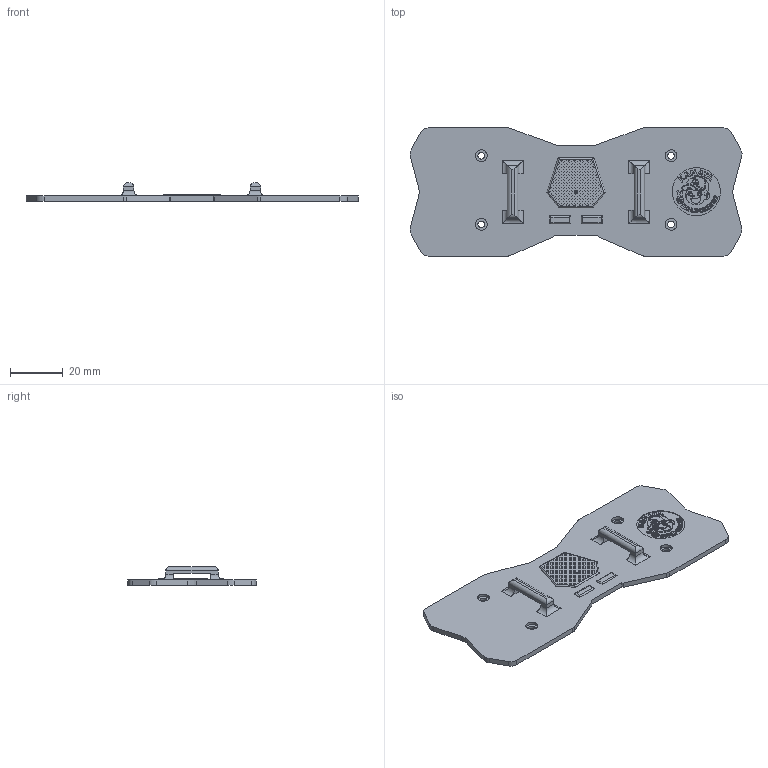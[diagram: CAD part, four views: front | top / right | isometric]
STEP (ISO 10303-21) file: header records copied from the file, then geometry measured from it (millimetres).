
FILE_DESCRIPTION(/* description */ (''),/* implementation_level */ '2;1');
FILE_NAME(/* name */ 'red-bowtie-mic-bottom.step',/* time_stamp */ '2025-09-06T04:03:26+09:00',/* author */ (''),/* organization */ (''),/* preprocessor_version */ 'ST-DEVELOPER v20.1',/* originating_system */ 'Autodesk Translation Framework v14.10.0.0',/* authorisation */ '');
FILE_SCHEMA (('AUTOMOTIVE_DESIGN { 1 0 10303 214 3 1 1 }'));
Length unit declared in the file: millimetre
Products named in the file (1): red-bowtie-mic-bottom
Bounding box: 125.9 x 48.6 x 7 mm (x, y, z)
Volume: 11392.8 mm3; surface area: 12571.9 mm2
Topology: 3 solids, 3 shells, 1199 faces, 3083 edges, 2042 vertices
Faces by surface type: plane 780, bspline 359, cylinder 60
Full cylindrical faces by diameter (mm): 1 x1, 2.5 x4, 4.5 x4, 10 x1
Entity records: 36811 total; most frequent: CARTESIAN_POINT 10884, ORIENTED_EDGE 6166, DIRECTION 4201, EDGE_CURVE 3083, LINE 2263, VECTOR 2263, VERTEX_POINT 2042, EDGE_LOOP 1369
